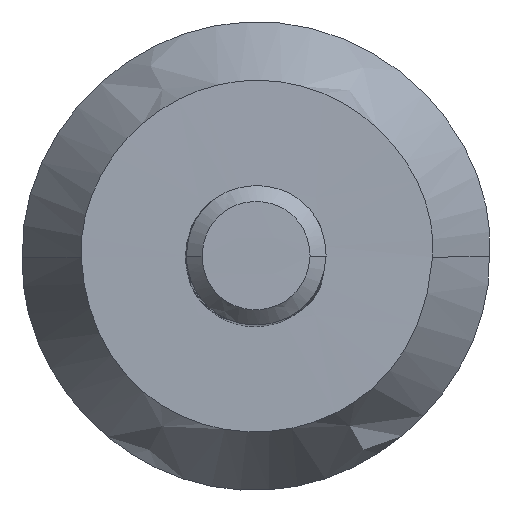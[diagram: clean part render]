
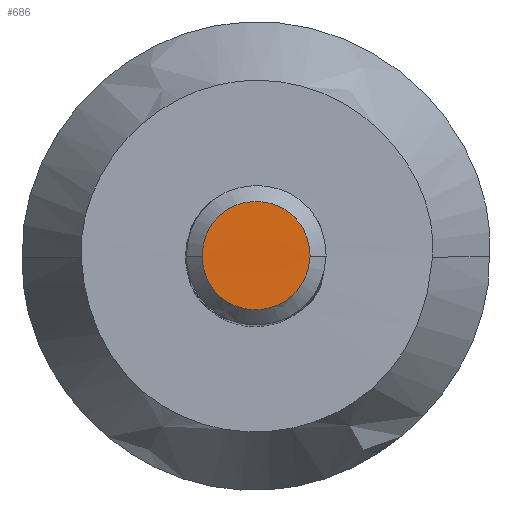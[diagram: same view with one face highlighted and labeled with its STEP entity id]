
A CAD part, top view. The second image highlights one B-rep face of the part: STEP entity #686.
In plain terms, the highlighted free-form (B-spline) face has degree [3, 3] with [4, 4] control points.
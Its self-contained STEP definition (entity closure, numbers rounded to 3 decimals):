
#308 = B_SPLINE_SURFACE_WITH_KNOTS('',3,3,(
    (#309,#310,#311,#312)
    ,(#313,#314,#315,#316)
    ,(#317,#318,#319,#320)
    ,(#321,#322,#323,#324
    )),.UNSPECIFIED.,.F.,.F.,.F.,(4,4),(4,4),(0.,1.),(0.,1.),
  .PIECEWISE_BEZIER_KNOTS.);
#309 = CARTESIAN_POINT('',(0.216,-0.001,
    0.8));
#310 = CARTESIAN_POINT('',(0.248,-0.005,
    0.768));
#311 = CARTESIAN_POINT('',(0.274,-0.001,
    0.743));
#312 = CARTESIAN_POINT('',(0.305,-0.005,
    0.71));
#313 = CARTESIAN_POINT('',(0.217,-0.274,0.802
    ));
#314 = CARTESIAN_POINT('',(0.243,-0.311,0.773
    ));
#315 = CARTESIAN_POINT('',(0.276,-0.355,0.744
    ));
#316 = CARTESIAN_POINT('',(0.306,-0.392,0.714)
  );
#317 = CARTESIAN_POINT('',(-0.218,-0.273,0.801
    ));
#318 = CARTESIAN_POINT('',(-0.248,-0.311,
    0.774));
#319 = CARTESIAN_POINT('',(-0.277,-0.356,
    0.74));
#320 = CARTESIAN_POINT('',(-0.308,-0.392,
    0.717));
#321 = CARTESIAN_POINT('',(-0.213,0.,
    0.8));
#322 = CARTESIAN_POINT('',(-0.244,-0.004,
    0.772));
#323 = CARTESIAN_POINT('',(-0.274,0.001,
    0.744));
#324 = CARTESIAN_POINT('',(-0.302,-0.003,
    0.712));
#362 = VERTEX_POINT('',#363);
#363 = CARTESIAN_POINT('',(0.232,-0.003,
    0.783));
#378 = B_SPLINE_SURFACE_WITH_KNOTS('',3,3,(
    (#379,#380,#381,#382)
    ,(#383,#384,#385,#386)
    ,(#387,#388,#389,#390)
    ,(#391,#392,#393,#394
    )),.UNSPECIFIED.,.F.,.F.,.F.,(4,4),(4,4),(0.,1.),(0.,1.),
  .PIECEWISE_BEZIER_KNOTS.);
#379 = CARTESIAN_POINT('',(-0.219,0.003,
    0.804));
#380 = CARTESIAN_POINT('',(-0.246,0.003,
    0.773));
#381 = CARTESIAN_POINT('',(-0.275,0.,
    0.743));
#382 = CARTESIAN_POINT('',(-0.302,0.,
    0.714));
#383 = CARTESIAN_POINT('',(-0.217,0.282,0.802
    ));
#384 = CARTESIAN_POINT('',(-0.248,0.317,0.773)
  );
#385 = CARTESIAN_POINT('',(-0.275,0.356,0.741
    ));
#386 = CARTESIAN_POINT('',(-0.306,0.394,0.713
    ));
#387 = CARTESIAN_POINT('',(0.219,0.279,0.803)
  );
#388 = CARTESIAN_POINT('',(0.25,0.315,0.775)
  );
#389 = CARTESIAN_POINT('',(0.283,0.353,0.744)
  );
#390 = CARTESIAN_POINT('',(0.313,0.389,0.715)
  );
#391 = CARTESIAN_POINT('',(0.213,-0.001,
    0.802));
#392 = CARTESIAN_POINT('',(0.245,-0.002,
    0.772));
#393 = CARTESIAN_POINT('',(0.271,-0.004,
    0.743));
#394 = CARTESIAN_POINT('',(0.302,-0.005,
    0.712));
#403 = EDGE_CURVE('',#362,#404,#406,.T.);
#404 = VERTEX_POINT('',#405);
#405 = CARTESIAN_POINT('',(-0.232,-0.002,
    0.784));
#406 = SURFACE_CURVE('',#407,(#412,#422),.PCURVE_S1.);
#407 = B_SPLINE_CURVE_WITH_KNOTS('',3,(#408,#409,#410,#411),
  .UNSPECIFIED.,.F.,.F.,(4,4),(0.,1.),.PIECEWISE_BEZIER_KNOTS.);
#408 = CARTESIAN_POINT('',(0.232,-0.003,
    0.783));
#409 = CARTESIAN_POINT('',(0.213,-0.306,0.785
    ));
#410 = CARTESIAN_POINT('',(-0.217,-0.31,0.783)
  );
#411 = CARTESIAN_POINT('',(-0.232,-0.002,
    0.784));
#412 = PCURVE('',#308,#413);
#413 = DEFINITIONAL_REPRESENTATION('',(#414),#421);
#414 = B_SPLINE_CURVE_WITH_KNOTS('',5,(#415,#416,#417,#418,#419,#420),
  .UNSPECIFIED.,.F.,.F.,(6,6),(0.,1.),.PIECEWISE_BEZIER_KNOTS.);
#415 = CARTESIAN_POINT('',(0.,0.175));
#416 = CARTESIAN_POINT('',(0.209,0.179));
#417 = CARTESIAN_POINT('',(0.454,0.184));
#418 = CARTESIAN_POINT('',(0.552,0.186));
#419 = CARTESIAN_POINT('',(0.79,0.191));
#420 = CARTESIAN_POINT('',(0.999,0.196));
#421 = ( GEOMETRIC_REPRESENTATION_CONTEXT(2) 
PARAMETRIC_REPRESENTATION_CONTEXT() REPRESENTATION_CONTEXT('2D SPACE',''
  ) );
#422 = PCURVE('',#423,#440);
#423 = B_SPLINE_SURFACE_WITH_KNOTS('',3,3,(
    (#424,#425,#426,#427)
    ,(#428,#429,#430,#431)
    ,(#432,#433,#434,#435)
    ,(#436,#437,#438,#439
    )),.UNSPECIFIED.,.F.,.F.,.F.,(4,4),(4,4),(0.,1.),(0.,1.),
  .PIECEWISE_BEZIER_KNOTS.);
#424 = CARTESIAN_POINT('',(-0.232,-0.234,
    0.782));
#425 = CARTESIAN_POINT('',(-0.233,-0.076,
    0.784));
#426 = CARTESIAN_POINT('',(-0.233,0.077,
    0.785));
#427 = CARTESIAN_POINT('',(-0.233,0.232,0.785)
  );
#428 = CARTESIAN_POINT('',(-0.078,-0.232,
    0.78));
#429 = CARTESIAN_POINT('',(-0.077,-0.079,
    0.785));
#430 = CARTESIAN_POINT('',(-0.077,0.08,
    0.782));
#431 = CARTESIAN_POINT('',(-0.079,0.232,
    0.785));
#432 = CARTESIAN_POINT('',(0.079,-0.231,
    0.782));
#433 = CARTESIAN_POINT('',(0.077,-0.078,
    0.783));
#434 = CARTESIAN_POINT('',(0.078,0.077,
    0.786));
#435 = CARTESIAN_POINT('',(0.078,0.233,
    0.784));
#436 = CARTESIAN_POINT('',(0.234,-0.234,0.781
    ));
#437 = CARTESIAN_POINT('',(0.233,-0.077,
    0.785));
#438 = CARTESIAN_POINT('',(0.233,0.076,
    0.786));
#439 = CARTESIAN_POINT('',(0.232,0.232,0.786)
  );
#440 = DEFINITIONAL_REPRESENTATION('',(#441),#446);
#441 = B_SPLINE_CURVE_WITH_KNOTS('',3,(#442,#443,#444,#445),
  .UNSPECIFIED.,.F.,.F.,(4,4),(0.,1.),.PIECEWISE_BEZIER_KNOTS.);
#442 = CARTESIAN_POINT('',(0.998,0.496));
#443 = CARTESIAN_POINT('',(0.954,-0.157));
#444 = CARTESIAN_POINT('',(0.033,-0.167));
#445 = CARTESIAN_POINT('',(0.003,0.495));
#446 = ( GEOMETRIC_REPRESENTATION_CONTEXT(2) 
PARAMETRIC_REPRESENTATION_CONTEXT() REPRESENTATION_CONTEXT('2D SPACE',''
  ) );
#481 = EDGE_CURVE('',#404,#362,#482,.T.);
#482 = SURFACE_CURVE('',#483,(#488,#499),.PCURVE_S1.);
#483 = B_SPLINE_CURVE_WITH_KNOTS('',3,(#484,#485,#486,#487),
  .UNSPECIFIED.,.F.,.F.,(4,4),(0.,1.),.PIECEWISE_BEZIER_KNOTS.);
#484 = CARTESIAN_POINT('',(-0.232,-0.002,
    0.784));
#485 = CARTESIAN_POINT('',(-0.221,0.311,0.783
    ));
#486 = CARTESIAN_POINT('',(0.223,0.31,0.784)
  );
#487 = CARTESIAN_POINT('',(0.232,-0.003,
    0.783));
#488 = PCURVE('',#378,#489);
#489 = DEFINITIONAL_REPRESENTATION('',(#490),#498);
#490 = B_SPLINE_CURVE_WITH_KNOTS('',6,(#491,#492,#493,#494,#495,#496,
    #497),.UNSPECIFIED.,.F.,.F.,(7,7),(0.,1.),.PIECEWISE_BEZIER_KNOTS.);
#491 = CARTESIAN_POINT('',(-0.004,0.197));
#492 = CARTESIAN_POINT('',(0.169,0.199));
#493 = CARTESIAN_POINT('',(0.362,0.202));
#494 = CARTESIAN_POINT('',(0.504,0.204));
#495 = CARTESIAN_POINT('',(0.636,0.205));
#496 = CARTESIAN_POINT('',(0.83,0.208));
#497 = CARTESIAN_POINT('',(1.001,0.21));
#498 = ( GEOMETRIC_REPRESENTATION_CONTEXT(2) 
PARAMETRIC_REPRESENTATION_CONTEXT() REPRESENTATION_CONTEXT('2D SPACE',''
  ) );
#499 = PCURVE('',#423,#500);
#500 = DEFINITIONAL_REPRESENTATION('',(#501),#506);
#501 = B_SPLINE_CURVE_WITH_KNOTS('',3,(#502,#503,#504,#505),
  .UNSPECIFIED.,.F.,.F.,(4,4),(0.,1.),.PIECEWISE_BEZIER_KNOTS.);
#502 = CARTESIAN_POINT('',(0.003,0.495));
#503 = CARTESIAN_POINT('',(0.027,1.171));
#504 = CARTESIAN_POINT('',(0.981,1.17));
#505 = CARTESIAN_POINT('',(0.998,0.496));
#506 = ( GEOMETRIC_REPRESENTATION_CONTEXT(2) 
PARAMETRIC_REPRESENTATION_CONTEXT() REPRESENTATION_CONTEXT('2D SPACE',''
  ) );
#686 = ADVANCED_FACE('',(#687),#423,.T.);
#687 = FACE_BOUND('',#688,.F.);
#688 = EDGE_LOOP('',(#689,#690));
#689 = ORIENTED_EDGE('',*,*,#403,.T.);
#690 = ORIENTED_EDGE('',*,*,#481,.T.);
